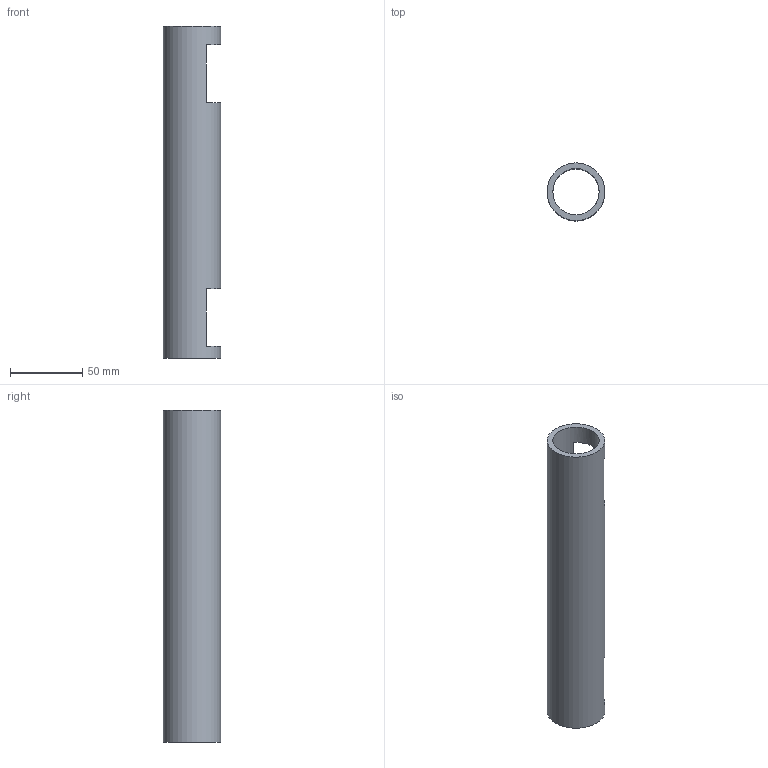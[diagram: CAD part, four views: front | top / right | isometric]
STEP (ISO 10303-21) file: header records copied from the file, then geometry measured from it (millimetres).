
FILE_DESCRIPTION(('FreeCAD Model'),'2;1');
FILE_NAME('tube.step','2014-02-14T15:50:08',( 'FreeCAD'),('FreeCAD'),'Open CASCADE STEP processor 6.5','FreeCAD', 'Unknown');
FILE_SCHEMA(('AUTOMOTIVE_DESIGN_CC2 { 1 2 10303 214 -1 1 5 4 }'));
Length unit declared in the file: millimetre
Products named in the file (1): tube
Bounding box: 40 x 40 x 230 mm (x, y, z)
Volume: 92746.9 mm3; surface area: 48623.6 mm2
Topology: 1 solids, 1 shells, 12 faces, 42 edges, 28 vertices
Faces by surface type: plane 10, cylinder 2
Full cylindrical faces by diameter (mm): 32 x1, 40 x1
Entity records: 1065 total; most frequent: CARTESIAN_POINT 255, DIRECTION 144, ORIENTED_EDGE 84, PCURVE 84, DEFINITIONAL_REPRESENTATION 84, LINE 70, VECTOR 70, EDGE_CURVE 42
